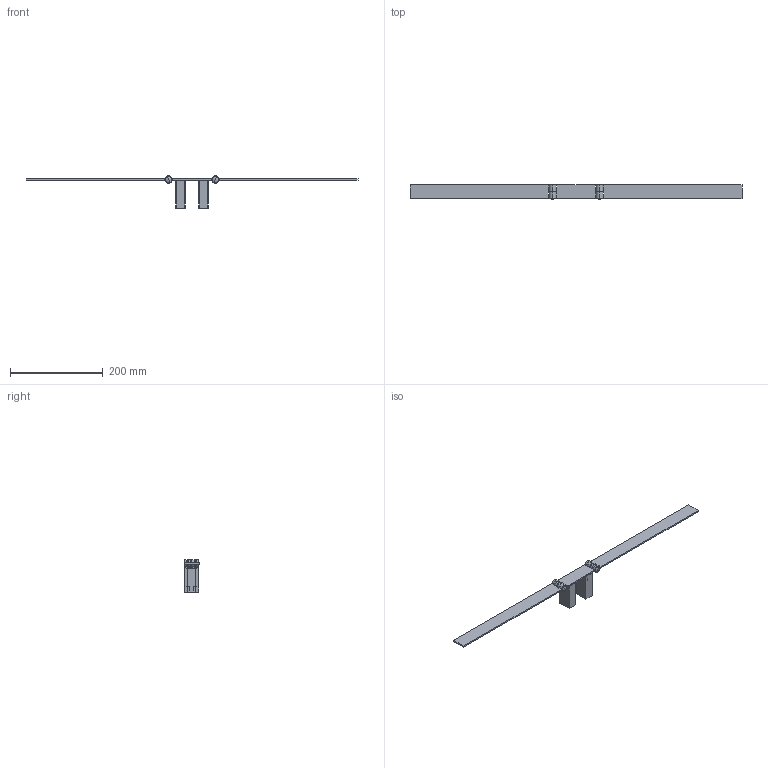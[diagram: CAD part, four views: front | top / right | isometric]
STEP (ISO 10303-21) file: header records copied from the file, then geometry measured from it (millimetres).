
FILE_DESCRIPTION (( 'STEP AP203' ), '1' );
FILE_NAME ('3389.STEP', '2016-07-20T14:32:45', ( '微软中国' ), ( 'Microsoft' ), 'SwSTEP 2.0', 'SolidWorks 2012', '' );
FILE_SCHEMA (( 'CONFIG_CONTROL_DESIGN' ));
Length unit declared in the file: millimetre
Products named in the file (13): 3389; 圉埴芛蹟佪M5X8; 33牷裝肣菜え; 33假蚾え; 33牷裝肣种隊; 8029溫湮噩呿蹋杶; 33牷裝筵裝; 33牷裝諉芛; 33媼釱牷裝芛筵裝; 内六角凹端紧定螺丝M5X5; 圉埴芛蹟佪M4X8; 33爾え; 33釱
Assembly tree (29 placements, depth 2):
  3389
    33釱  x2
    33爾え  x4
    圉埴芛蹟佪M4X8  x4
    内六角凹端紧定螺丝M5X5  x2
    33媼釱牷裝芛筵裝
    33牷裝諉芛  x4
    33牷裝筵裝  x2
    8029溫湮噩呿蹋杶  x2
    33牷裝肣种隊  x2
    33假蚾え  x2
    33牷裝肣菜え  x2
    圉埴芛蹟佪M5X8  x2
Bounding box: 717 x 31.5 x 69.5 mm (x, y, z)
Volume: 109381.7 mm3; surface area: 85678 mm2
Topology: 29 solids, 29 shells, 736 faces, 1834 edges, 1178 vertices
Faces by surface type: cylinder 298, plane 278, cone 116, bspline 28, torus 16
Entity records: 14274 total; most frequent: CARTESIAN_POINT 5458, ORIENTED_EDGE 1486, DIRECTION 1430, EDGE_CURVE 743, AXIS2_PLACEMENT_3D 527, VERTEX_POINT 481, LINE 376, VECTOR 376
